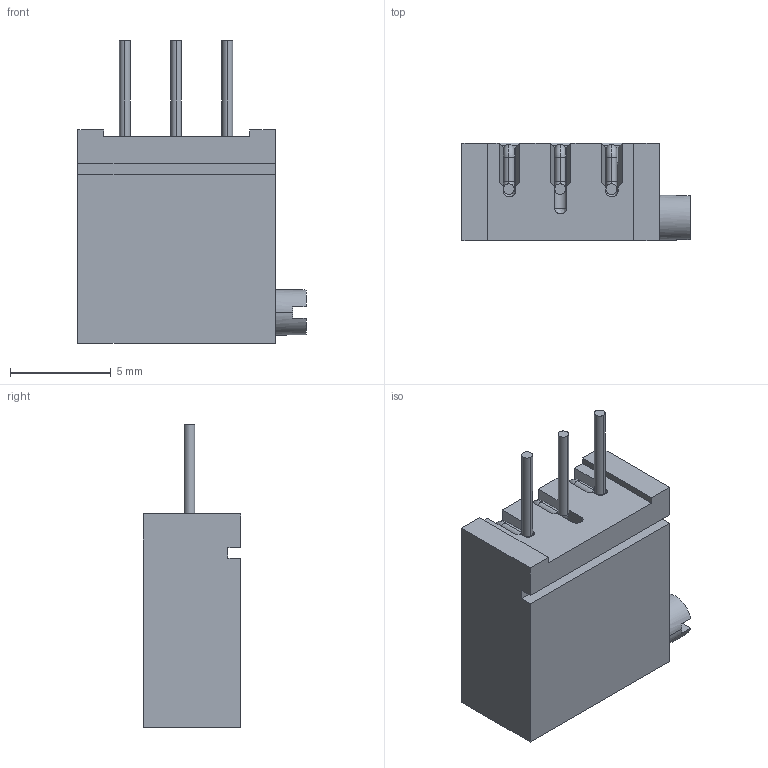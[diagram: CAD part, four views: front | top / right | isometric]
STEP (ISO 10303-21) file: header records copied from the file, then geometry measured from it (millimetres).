
FILE_DESCRIPTION((''),'2;1');
FILE_NAME('67X_SW0001','2013-03-04T',('BMozley'),(''),'PRO/ENGINEER BY PARAMETRIC TECHNOLOGY CORPORATION, 2012480','PRO/ENGINEER BY PARAMETRIC TECHNOLOGY CORPORATION, 2012480','');
FILE_SCHEMA(('CONFIG_CONTROL_DESIGN'));
Length unit declared in the file: inch
Products named in the file (1): 67X_SW0001
Bounding box: 11.3 x 4.83 x 14.99 mm (x, y, z)
Volume: 486.9 mm3; surface area: 486.6 mm2
Topology: 1 solids, 1 shells, 117 faces, 292 edges, 178 vertices
Faces by surface type: plane 66, cylinder 33, torus 15, bspline 3
Entity records: 3614 total; most frequent: CARTESIAN_POINT 779, DIRECTION 584, ORIENTED_EDGE 584, EDGE_CURVE 292, VECTOR 196, LINE 196, AXIS2_PLACEMENT_3D 194, VERTEX_POINT 178
